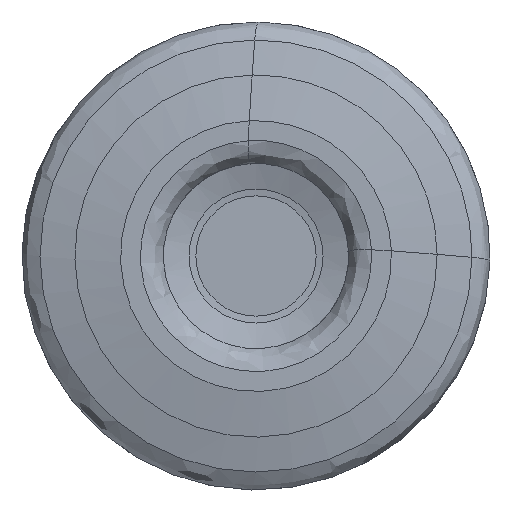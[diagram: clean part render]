
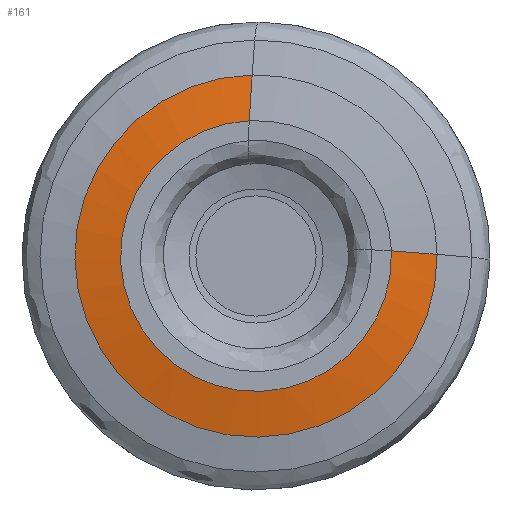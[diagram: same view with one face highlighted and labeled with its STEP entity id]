
A CAD part, left-side view. The second image highlights one B-rep face of the part: STEP entity #161.
In plain terms, the highlighted free-form (B-spline) face has degree [1, 3] with [2, 7] control points.
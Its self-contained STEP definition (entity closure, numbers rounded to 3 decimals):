
#161=ADVANCED_FACE('',(#251),#222,.F.);
#222=(
BOUNDED_SURFACE()
B_SPLINE_SURFACE(1,3,((#1335,#1336,#1337,#1338,#1339,#1340,#1341),(#1342,
#1343,#1344,#1345,#1346,#1347,#1348)),.UNSPECIFIED.,.F.,.F.,.F.)
B_SPLINE_SURFACE_WITH_KNOTS((2,2),(4,3,4),(0.,1.),(0.,0.5,1.),
 .UNSPECIFIED.)
GEOMETRIC_REPRESENTATION_ITEM()
RATIONAL_B_SPLINE_SURFACE(((1.,0.59,0.59,1.,0.59,
0.59,1.),(1.,0.59,0.59,1.,0.59,
0.59,1.)))
REPRESENTATION_ITEM('')
SURFACE()
);
#251=FACE_OUTER_BOUND('',#285,.T.);
#285=EDGE_LOOP('',(#471,#472,#473,#474));
#380=CIRCLE('',#838,11.576);
#381=CIRCLE('',#840,15.478);
#471=ORIENTED_EDGE('',*,*,#709,.F.);
#472=ORIENTED_EDGE('',*,*,#710,.T.);
#473=ORIENTED_EDGE('',*,*,#706,.T.);
#474=ORIENTED_EDGE('',*,*,#711,.T.);
#637=VERTEX_POINT('',#1325);
#638=VERTEX_POINT('',#1326);
#639=VERTEX_POINT('',#1331);
#640=VERTEX_POINT('',#1332);
#706=EDGE_CURVE('',#637,#638,#380,.T.);
#709=EDGE_CURVE('',#639,#640,#381,.T.);
#710=EDGE_CURVE('',#639,#637,#787,.T.);
#711=EDGE_CURVE('',#638,#640,#788,.T.);
#787=LINE('',#1333,#811);
#788=LINE('',#1334,#812);
#811=VECTOR('',#970,1.);
#812=VECTOR('',#971,1.);
#838=AXIS2_PLACEMENT_3D('',#1324,#962,#963);
#840=AXIS2_PLACEMENT_3D('',#1330,#968,#969);
#962=DIRECTION('',(1.,0.,0.));
#963=DIRECTION('',(0.,-0.999,0.038));
#968=DIRECTION('',(1.,0.,0.));
#969=DIRECTION('',(0.,-1.,0.009));
#970=DIRECTION('',(-0.172,0.982,0.076));
#971=DIRECTION('',(0.172,-0.064,0.983));
#1324=CARTESIAN_POINT('',(0.,0.,0.));
#1325=CARTESIAN_POINT('',(0.,-11.567,0.443));
#1326=CARTESIAN_POINT('',(0.,0.582,11.561));
#1330=CARTESIAN_POINT('',(0.685,0.,0.));
#1331=CARTESIAN_POINT('',(0.685,-15.477,0.142));
#1332=CARTESIAN_POINT('',(0.685,0.328,15.474));
#1333=CARTESIAN_POINT('',(0.,-11.567,0.443));
#1334=CARTESIAN_POINT('',(0.,0.582,11.561));
#1335=CARTESIAN_POINT('',(0.,-11.567,0.443));
#1336=CARTESIAN_POINT('',(0.,-12.029,-11.611));
#1337=CARTESIAN_POINT('',(0.,-1.084,-16.684));
#1338=CARTESIAN_POINT('',(0.,7.815,-8.54));
#1339=CARTESIAN_POINT('',(0.,16.714,-0.396));
#1340=CARTESIAN_POINT('',(0.,12.63,10.955));
#1341=CARTESIAN_POINT('',(0.,0.582,11.561));
#1342=CARTESIAN_POINT('',(0.685,-15.477,0.142));
#1343=CARTESIAN_POINT('',(0.685,-15.625,-15.987));
#1344=CARTESIAN_POINT('',(0.685,-0.8,-22.34));
#1345=CARTESIAN_POINT('',(0.685,10.777,-11.109));
#1346=CARTESIAN_POINT('',(0.685,22.354,0.122));
#1347=CARTESIAN_POINT('',(0.685,16.454,15.133));
#1348=CARTESIAN_POINT('',(0.685,0.328,15.474));
